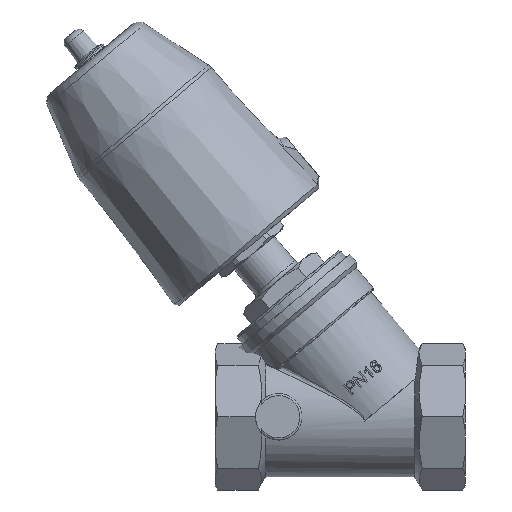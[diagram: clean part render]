
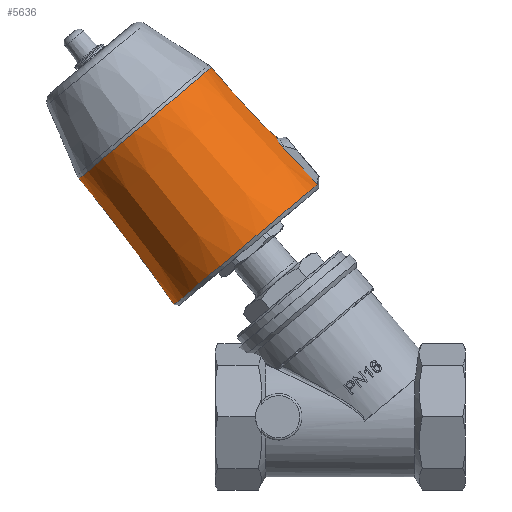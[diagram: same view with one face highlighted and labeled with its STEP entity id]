
A CAD part, left-side view. The second image highlights one B-rep face of the part: STEP entity #5636.
In plain terms, the highlighted conical face has half-angle 3.004 degrees and reference radius 47 mm.
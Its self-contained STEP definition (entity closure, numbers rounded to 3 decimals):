
#201=CONICAL_SURFACE('',#6090,47.,3.004);
#704=(
BOUNDED_CURVE()
B_SPLINE_CURVE(2,(#10647,#10648,#10649),.UNSPECIFIED.,.F.,.F.)
B_SPLINE_CURVE_WITH_KNOTS((3,3),(0.186,2.751),
 .UNSPECIFIED.)
CURVE()
GEOMETRIC_REPRESENTATION_ITEM()
RATIONAL_B_SPLINE_CURVE((1.,1.,1.))
REPRESENTATION_ITEM('')
);
#705=(
BOUNDED_CURVE()
B_SPLINE_CURVE(2,(#10651,#10652,#10653),.UNSPECIFIED.,.F.,.F.)
B_SPLINE_CURVE_WITH_KNOTS((3,3),(1.071,1.2),
 .UNSPECIFIED.)
CURVE()
GEOMETRIC_REPRESENTATION_ITEM()
RATIONAL_B_SPLINE_CURVE((1.,1.,1.))
REPRESENTATION_ITEM('')
);
#710=(
BOUNDED_CURVE()
B_SPLINE_CURVE(2,(#10813,#10814,#10815),.UNSPECIFIED.,.F.,.F.)
B_SPLINE_CURVE_WITH_KNOTS((3,3),(0.186,2.751),
 .UNSPECIFIED.)
CURVE()
GEOMETRIC_REPRESENTATION_ITEM()
RATIONAL_B_SPLINE_CURVE((1.,1.,1.))
REPRESENTATION_ITEM('')
);
#711=(
BOUNDED_CURVE()
B_SPLINE_CURVE(2,(#10816,#10817,#10818),.UNSPECIFIED.,.F.,.F.)
B_SPLINE_CURVE_WITH_KNOTS((3,3),(1.124,1.253),
 .UNSPECIFIED.)
CURVE()
GEOMETRIC_REPRESENTATION_ITEM()
RATIONAL_B_SPLINE_CURVE((1.,1.,1.))
REPRESENTATION_ITEM('')
);
#935=FACE_BOUND('',#1854,.T.);
#1073=B_SPLINE_CURVE_WITH_KNOTS('',3,(#10757,#10758,#10759,#10760,#10761,
#10762,#10763),.UNSPECIFIED.,.F.,.F.,(4,1,1,1,4),(-9.661,-9.065,
-8.323,-7.581,-7.356),.UNSPECIFIED.);
#1434=FACE_OUTER_BOUND('',#1853,.T.);
#1853=EDGE_LOOP('',(#4400,#4401,#4402,#4403,#4404,#4405));
#1854=EDGE_LOOP('',(#4406));
#2202=CIRCLE('',#6089,46.9);
#2203=CIRCLE('',#6091,42.802);
#2485=VERTEX_POINT('',#10642);
#2486=VERTEX_POINT('',#10646);
#2487=VERTEX_POINT('',#10650);
#2493=VERTEX_POINT('',#10740);
#2507=VERTEX_POINT('',#10806);
#2508=VERTEX_POINT('',#10812);
#2509=VERTEX_POINT('',#10819);
#3173=EDGE_CURVE('',#2485,#2486,#704,.T.);
#3174=EDGE_CURVE('',#2487,#2486,#705,.T.);
#3184=EDGE_CURVE('',#2487,#2493,#1073,.T.);
#3199=EDGE_CURVE('',#2485,#2507,#2202,.T.);
#3200=EDGE_CURVE('',#2507,#2508,#710,.T.);
#3201=EDGE_CURVE('',#2508,#2493,#711,.T.);
#3202=EDGE_CURVE('',#2509,#2509,#2203,.T.);
#4400=ORIENTED_EDGE('',*,*,#3174,.T.);
#4401=ORIENTED_EDGE('',*,*,#3173,.F.);
#4402=ORIENTED_EDGE('',*,*,#3199,.T.);
#4403=ORIENTED_EDGE('',*,*,#3200,.T.);
#4404=ORIENTED_EDGE('',*,*,#3201,.T.);
#4405=ORIENTED_EDGE('',*,*,#3184,.F.);
#4406=ORIENTED_EDGE('',*,*,#3202,.F.);
#5636=ADVANCED_FACE('',(#1434,#935),#201,.T.);
#6089=AXIS2_PLACEMENT_3D('',#10810,#6898,#6899);
#6090=AXIS2_PLACEMENT_3D('',#10811,#6900,#6901);
#6091=AXIS2_PLACEMENT_3D('',#10820,#6902,#6903);
#6898=DIRECTION('center_axis',(0.,0.643,0.766));
#6899=DIRECTION('ref_axis',(0.,0.766,-0.643));
#6900=DIRECTION('center_axis',(0.,-0.643,-0.766));
#6901=DIRECTION('ref_axis',(0.,0.766,-0.643));
#6902=DIRECTION('center_axis',(0.,0.643,0.766));
#6903=DIRECTION('ref_axis',(0.,0.766,-0.643));
#10642=CARTESIAN_POINT('',(10.,73.327,115.174));
#10646=CARTESIAN_POINT('',(10.,90.917,133.988));
#10647=CARTESIAN_POINT('Ctrl Pts',(10.,73.327,115.174));
#10648=CARTESIAN_POINT('Ctrl Pts',(10.,82.256,124.725));
#10649=CARTESIAN_POINT('Ctrl Pts',(10.,90.917,133.988));
#10650=CARTESIAN_POINT('',(9.999,91.8,134.931));
#10651=CARTESIAN_POINT('Ctrl Pts',(10.,91.799,134.931));
#10652=CARTESIAN_POINT('Ctrl Pts',(10.,91.359,134.46));
#10653=CARTESIAN_POINT('Ctrl Pts',(10.,90.917,133.988));
#10740=CARTESIAN_POINT('',(-10.001,91.799,134.93));
#10757=CARTESIAN_POINT('Ctrl Pts',(9.998,91.801,134.933));
#10758=CARTESIAN_POINT('Ctrl Pts',(8.648,92.526,136.151));
#10759=CARTESIAN_POINT('Ctrl Pts',(4.964,93.668,138.376));
#10760=CARTESIAN_POINT('Ctrl Pts',(-1.867,94.027,139.188));
#10761=CARTESIAN_POINT('Ctrl Pts',(-7.129,93.113,137.23));
#10762=CARTESIAN_POINT('Ctrl Pts',(-9.494,92.071,135.389));
#10763=CARTESIAN_POINT('Ctrl Pts',(-10.002,91.798,134.929));
#10806=CARTESIAN_POINT('',(-10.,73.327,115.174));
#10810=CARTESIAN_POINT('Origin',(0.,108.428,
85.721));
#10811=CARTESIAN_POINT('Origin',(0.,107.207,
84.265));
#10812=CARTESIAN_POINT('',(-10.,90.917,133.988));
#10813=CARTESIAN_POINT('Ctrl Pts',(-10.,73.327,115.174));
#10814=CARTESIAN_POINT('Ctrl Pts',(-10.,82.256,124.725));
#10815=CARTESIAN_POINT('Ctrl Pts',(-10.,90.917,133.988));
#10816=CARTESIAN_POINT('Ctrl Pts',(-10.,90.917,133.988));
#10817=CARTESIAN_POINT('Ctrl Pts',(-10.,91.359,134.46));
#10818=CARTESIAN_POINT('Ctrl Pts',(-10.,91.799,134.931));
#10819=CARTESIAN_POINT('',(0.,125.853,173.074));
#10820=CARTESIAN_POINT('Origin',(0.,158.641,
145.562));
